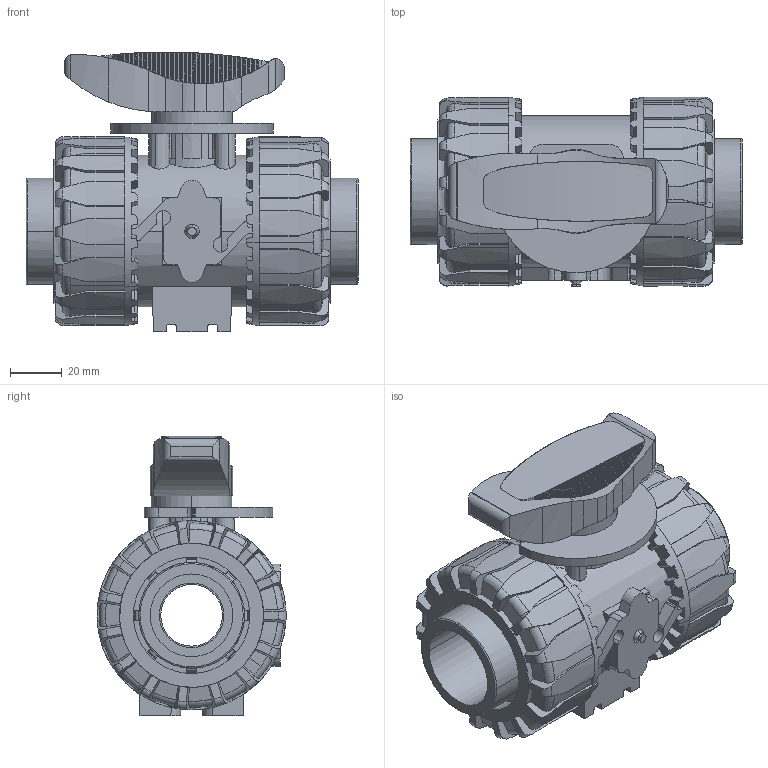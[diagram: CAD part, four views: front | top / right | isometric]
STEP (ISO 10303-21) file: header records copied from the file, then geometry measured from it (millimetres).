
FILE_DESCRIPTION(('STEP AP214'),'1');
FILE_NAME('vkrim032e.stp','2018-03-06T12:50:59',('TraceParts'),('TraceParts S.A.'),'Spatial InterOp 3D',' ',' ');
FILE_SCHEMA(('automotive_design'));
Length unit declared in the file: millimetre
Products named in the file (8): vkrim032e_1; vkrim032e_2; vkrim032e_3; vkrim032e_4; vkrim032e_5; vkrim032e_6; vkrim032e_7; vkrim032e_8
Bounding box: 128.6 x 73.5 x 108.43 mm (x, y, z)
Volume: 406843.4 mm3; surface area: 102739 mm2
Topology: 8 solids, 8 shells, 1382 faces, 3935 edges, 2597 vertices
Faces by surface type: plane 932, cylinder 290, cone 82, torus 68, bspline 10
Entity records: 61662 total; most frequent: CARTESIAN_POINT 13506, DIRECTION 8130, ORIENTED_EDGE 7870, EDGE_CURVE 3935, AXIS2_PLACEMENT_3D 3204, VERTEX_POINT 2597, LINE 1722, VECTOR 1722
